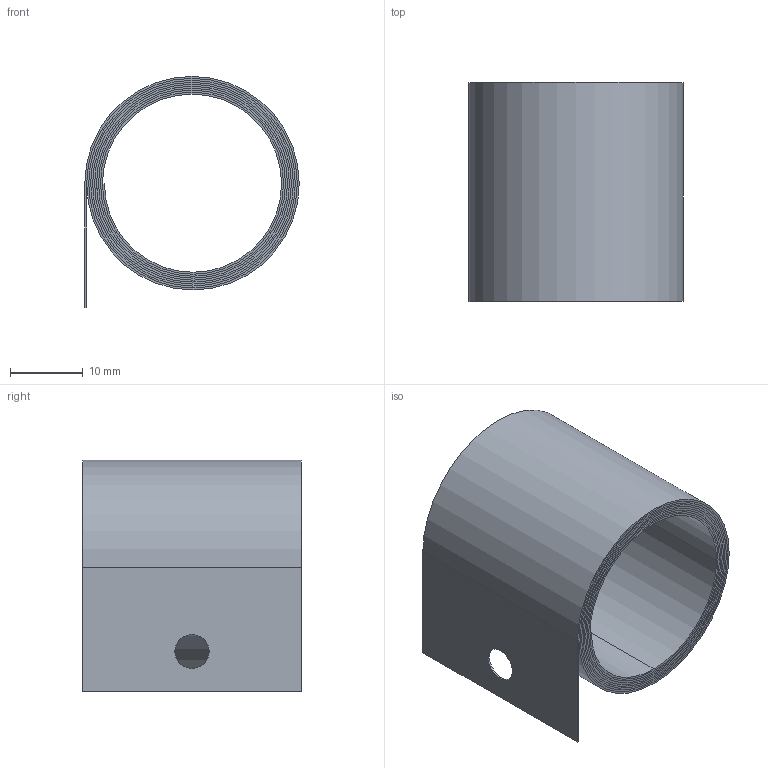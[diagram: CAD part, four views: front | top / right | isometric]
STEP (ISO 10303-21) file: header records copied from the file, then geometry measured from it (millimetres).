
FILE_DESCRIPTION (( 'STEP AP203' ), '1' );
FILE_NAME ('CN02670610_Spring.STEP', '2020-11-25T06:49:17', ( '' ), ( '' ), 'SwSTEP 2.0', 'SolidWorks 2020', '' );
FILE_SCHEMA (( 'CONFIG_CONTROL_DESIGN' ));
Length unit declared in the file: millimetre
Products named in the file (1): CN02670610_Spring
Bounding box: 29.43 x 30 x 31.71 mm (x, y, z)
Volume: 6283.3 mm3; surface area: 46999.9 mm2
Topology: 1 solids, 1 shells, 62 faces, 180 edges, 120 vertices
Faces by surface type: cylinder 56, plane 6
Entity records: 2197 total; most frequent: DIRECTION 418, CARTESIAN_POINT 363, ORIENTED_EDGE 360, EDGE_CURVE 180, AXIS2_PLACEMENT_3D 175, VERTEX_POINT 120, CIRCLE 112, LINE 68
